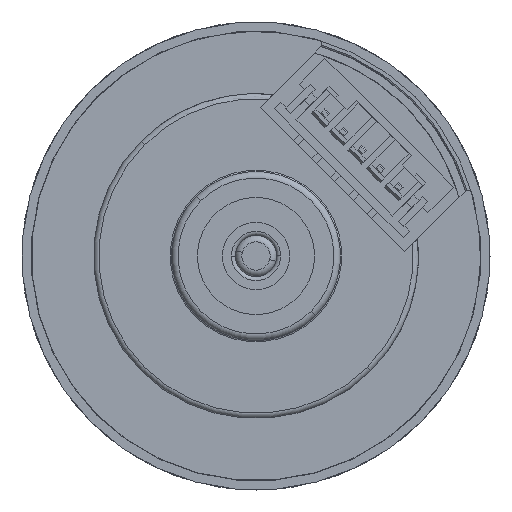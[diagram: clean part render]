
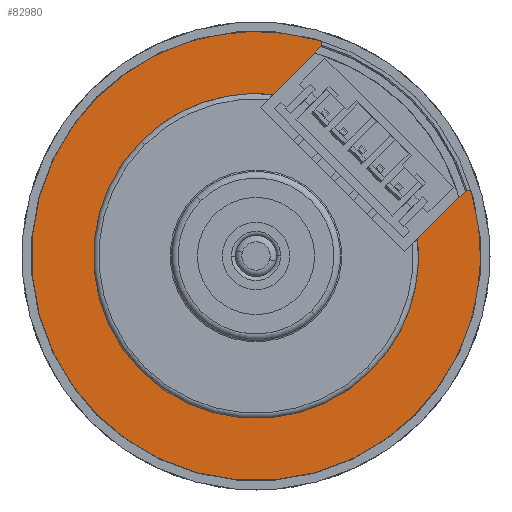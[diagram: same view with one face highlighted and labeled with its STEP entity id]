
A CAD part, left-side view. The second image highlights one B-rep face of the part: STEP entity #82980.
In plain terms, the highlighted planar face has unit normal (-1, 0, 0).
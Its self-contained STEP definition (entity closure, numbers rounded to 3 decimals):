
#82239=DIRECTION('',(0.,-1.,0.));
#82240=VECTOR('',#82239,5.163);
#82241=CARTESIAN_POINT('',(-1.,-9.728,7.85));
#82242=LINE('',#82241,#82240);
#82243=CARTESIAN_POINT('',(-1.,0.,0.));
#82244=DIRECTION('',(1.,0.,0.));
#82245=DIRECTION('',(0.,0.,1.));
#82246=AXIS2_PLACEMENT_3D('',#82243,#82244,#82245);
#82248=CARTESIAN_POINT('',(-1.,0.,0.));
#82249=DIRECTION('',(1.,0.,0.));
#82250=DIRECTION('',(0.,0.,-1.));
#82251=AXIS2_PLACEMENT_3D('',#82248,#82249,#82250);
#82253=CARTESIAN_POINT('',(-1.,0.,0.));
#82254=DIRECTION('',(1.,0.,0.));
#82255=DIRECTION('',(0.,-0.778,-0.628));
#82256=AXIS2_PLACEMENT_3D('',#82253,#82254,#82255);
#82258=DIRECTION('',(0.,1.,0.));
#82259=VECTOR('',#82258,5.163);
#82260=CARTESIAN_POINT('',(-1.,-14.891,-7.85));
#82261=LINE('',#82260,#82259);
#82262=CARTESIAN_POINT('',(-1.,-14.891,-8.15));
#82263=DIRECTION('',(-1.,0.,0.));
#82264=DIRECTION('',(0.,-0.877,-0.48));
#82265=AXIS2_PLACEMENT_3D('',#82262,#82263,#82264);
#82267=CARTESIAN_POINT('',(-1.,0.,0.));
#82268=DIRECTION('',(-1.,0.,0.));
#82269=DIRECTION('',(0.,0.,-1.));
#82270=AXIS2_PLACEMENT_3D('',#82267,#82268,#82269);
#82272=CARTESIAN_POINT('',(-1.,0.,0.));
#82273=DIRECTION('',(-1.,0.,0.));
#82274=DIRECTION('',(0.,0.,1.));
#82275=AXIS2_PLACEMENT_3D('',#82272,#82273,#82274);
#82277=CARTESIAN_POINT('',(-1.,0.,0.));
#82278=DIRECTION('',(-1.,0.,0.));
#82279=DIRECTION('',(0.,-0.877,0.48));
#82280=AXIS2_PLACEMENT_3D('',#82277,#82278,#82279);
#82282=CARTESIAN_POINT('',(-1.,-14.891,8.15));
#82283=DIRECTION('',(-1.,0.,0.));
#82284=DIRECTION('',(0.,0.,-1.));
#82285=AXIS2_PLACEMENT_3D('',#82282,#82283,#82284);
#82672=CARTESIAN_POINT('',(-1.,0.,-17.275));
#82673=CARTESIAN_POINT('',(-1.,-15.154,-8.294));
#82674=VERTEX_POINT('',#82672);
#82675=VERTEX_POINT('',#82673);
#82718=CARTESIAN_POINT('',(-1.,0.,17.275));
#82719=VERTEX_POINT('',#82718);
#82742=CARTESIAN_POINT('',(-1.,-14.891,7.85));
#82743=CARTESIAN_POINT('',(-1.,-15.154,8.294));
#82744=VERTEX_POINT('',#82742);
#82745=VERTEX_POINT('',#82743);
#82748=CARTESIAN_POINT('',(-1.,-9.728,-7.85));
#82749=CARTESIAN_POINT('',(-1.,0.,-12.5));
#82750=VERTEX_POINT('',#82748);
#82751=VERTEX_POINT('',#82749);
#82770=CARTESIAN_POINT('',(-1.,-14.891,-7.85));
#82771=VERTEX_POINT('',#82770);
#82776=CARTESIAN_POINT('',(-1.,0.,12.5));
#82777=VERTEX_POINT('',#82776);
#82789=CARTESIAN_POINT('',(-1.,-9.728,7.85));
#82790=VERTEX_POINT('',#82789);
#82954=CARTESIAN_POINT('',(-1.,17.275,0.));
#82955=DIRECTION('',(-1.,0.,0.));
#82956=DIRECTION('',(0.,0.,1.));
#82957=AXIS2_PLACEMENT_3D('',#82954,#82955,#82956);
#82958=PLANE('',#82957);
#82960=ORIENTED_EDGE('',*,*,#82959,.F.);
#82962=ORIENTED_EDGE('',*,*,#82961,.F.);
#82964=ORIENTED_EDGE('',*,*,#82963,.F.);
#82966=ORIENTED_EDGE('',*,*,#82965,.F.);
#82967=ORIENTED_EDGE('',*,*,#82932,.F.);
#82969=ORIENTED_EDGE('',*,*,#82968,.F.);
#82971=ORIENTED_EDGE('',*,*,#82970,.F.);
#82973=ORIENTED_EDGE('',*,*,#82972,.F.);
#82975=ORIENTED_EDGE('',*,*,#82974,.F.);
#82977=ORIENTED_EDGE('',*,*,#82976,.F.);
#82978=EDGE_LOOP('',(#82960,#82962,#82964,#82966,#82967,#82969,#82971,#82973,
#82975,#82977));
#82979=FACE_OUTER_BOUND('',#82978,.F.);
#82247=CIRCLE('',#82246,12.5);
#82252=CIRCLE('',#82251,12.5);
#82257=CIRCLE('',#82256,12.5);
#82266=CIRCLE('',#82265,0.3);
#82271=CIRCLE('',#82270,17.275);
#82276=CIRCLE('',#82275,17.275);
#82281=CIRCLE('',#82280,17.275);
#82286=CIRCLE('',#82285,0.3);
#82932=EDGE_CURVE('',#82771,#82750,#82261,.T.);
#82959=EDGE_CURVE('',#82790,#82744,#82242,.T.);
#82961=EDGE_CURVE('',#82777,#82790,#82247,.T.);
#82963=EDGE_CURVE('',#82751,#82777,#82252,.T.);
#82965=EDGE_CURVE('',#82750,#82751,#82257,.T.);
#82968=EDGE_CURVE('',#82675,#82771,#82266,.T.);
#82970=EDGE_CURVE('',#82674,#82675,#82271,.T.);
#82972=EDGE_CURVE('',#82719,#82674,#82276,.T.);
#82974=EDGE_CURVE('',#82745,#82719,#82281,.T.);
#82976=EDGE_CURVE('',#82744,#82745,#82286,.T.);
#82980=ADVANCED_FACE('',(#82979),#82958,.T.);
